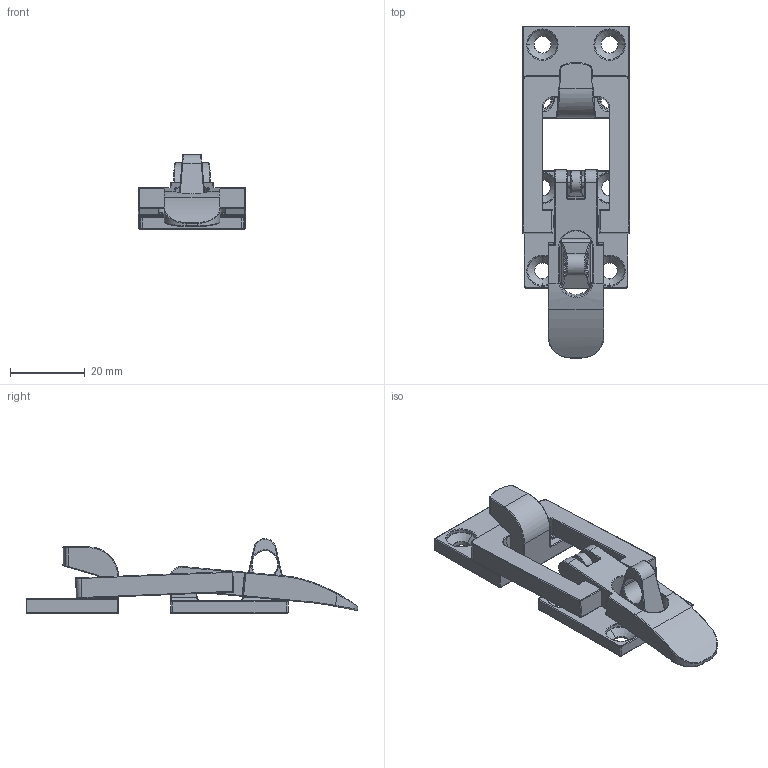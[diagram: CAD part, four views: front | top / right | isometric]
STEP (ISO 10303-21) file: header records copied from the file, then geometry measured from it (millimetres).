
FILE_DESCRIPTION (( 'STEP AP214' ), '1' );
FILE_NAME ('TSL-0702.STEP', '2019-05-28T08:53:43', ( '' ), ( '' ), 'SwSTEP 2.0', 'SolidWorks 2010', '' );
FILE_SCHEMA (( 'AUTOMOTIVE_DESIGN' ));
Length unit declared in the file: millimetre
Products named in the file (5): 固定座; TSL-0702; 上座; 鎖鉤; 手柄
Assembly tree (4 placements, depth 2):
  TSL-0702
    上座
    鎖鉤
    固定座
    手柄
Bounding box: 28.7 x 89.01 x 20 mm (x, y, z)
Volume: 12853.4 mm3; surface area: 9959 mm2
Topology: 4 solids, 4 shells, 456 faces, 1051 edges, 574 vertices
Faces by surface type: cylinder 184, torus 135, plane 56, bspline 45, sphere 24, cone 12
Entity records: 17082 total; most frequent: CARTESIAN_POINT 6718, DIRECTION 2359, ORIENTED_EDGE 2046, EDGE_CURVE 1023, AXIS2_PLACEMENT_3D 1012, CIRCLE 594, VERTEX_POINT 574, EDGE_LOOP 483
